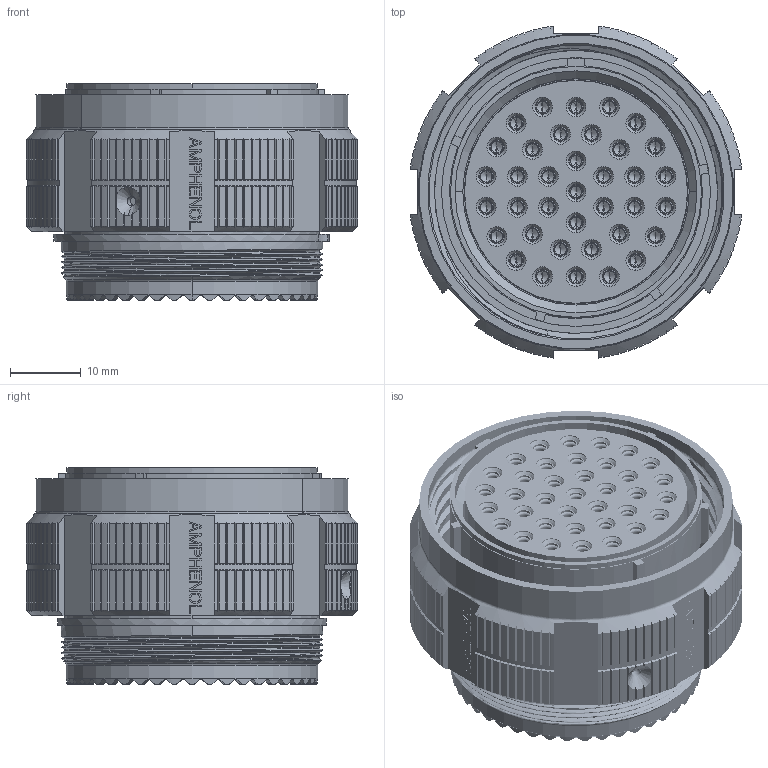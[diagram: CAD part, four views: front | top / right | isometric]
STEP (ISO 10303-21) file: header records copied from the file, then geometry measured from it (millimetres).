
FILE_DESCRIPTION((''),'2;1');
FILE_NAME('TVS06DS-25-37S_SW','2022-03-29T13:59:57',('sigmaxadm'),(''),'CREO PARAMETRIC BY PTC INC, 2021184','CREO PARAMETRIC BY PTC INC, 2021184','');
FILE_SCHEMA(('CONFIG_CONTROL_DESIGN'));
Length unit declared in the file: inch
Products named in the file (1): TVS06DS-25-37S_SW
Bounding box: 46.92 x 46.92 x 30.63 mm (x, y, z)
Volume: 32824.3 mm3; surface area: 38705.7 mm2
Topology: 1 solids, 1 shells, 3642 faces, 8630 edges, 5234 vertices
Faces by surface type: plane 1371, cylinder 1220, cone 652, torus 384, bspline 15
Entity records: 124604 total; most frequent: CARTESIAN_POINT 41389, DIRECTION 17813, ORIENTED_EDGE 16964, EDGE_CURVE 8482, AXIS2_PLACEMENT_3D 6973, VERTEX_POINT 5234, EDGE_LOOP 4034, VECTOR 3867
